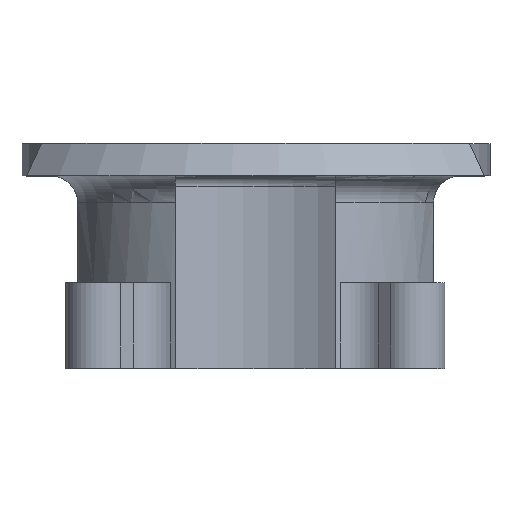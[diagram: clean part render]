
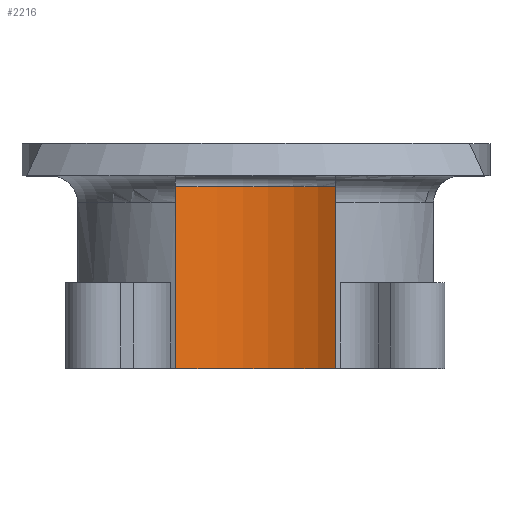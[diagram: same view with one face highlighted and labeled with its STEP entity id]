
A CAD part, top view. The second image highlights one B-rep face of the part: STEP entity #2216.
In plain terms, the highlighted cylindrical face has radius 14.1 mm (diameter 28.2 mm), a partial arc.
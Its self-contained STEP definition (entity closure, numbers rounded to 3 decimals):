
#67 = DIRECTION ( 'NONE',  ( -1., 0., 0. ) ) ;
#239 = ORIENTED_EDGE ( 'NONE', *, *, #409, .T. ) ;
#297 = DIRECTION ( 'NONE',  ( 0., 1., 0. ) ) ;
#409 = EDGE_CURVE ( 'NONE', #539, #2385, #1960, .T. ) ;
#495 = CARTESIAN_POINT ( 'NONE',  ( 13.521, -18., -4. ) ) ;
#521 = VECTOR ( 'NONE', #297, 1000. ) ;
#526 = LINE ( 'NONE', #1813, #848 ) ;
#539 = VERTEX_POINT ( 'NONE', #1742 ) ;
#586 = EDGE_CURVE ( 'NONE', #904, #539, #2395, .T. ) ;
#605 = DIRECTION ( 'NONE',  ( 1., 0., 0. ) ) ;
#669 = EDGE_LOOP ( 'NONE', ( #239, #2013, #2149, #794 ) ) ;
#783 = EDGE_CURVE ( 'NONE', #2385, #1470, #1803, .T. ) ;
#794 = ORIENTED_EDGE ( 'NONE', *, *, #586, .T. ) ;
#848 = VECTOR ( 'NONE', #997, 1000. ) ;
#881 = CYLINDRICAL_SURFACE ( 'NONE', #1172, 14.1 ) ;
#904 = VERTEX_POINT ( 'NONE', #1941 ) ;
#997 = DIRECTION ( 'NONE',  ( 0., 1., 0. ) ) ;
#1109 = CARTESIAN_POINT ( 'NONE',  ( 0., -18., 0. ) ) ;
#1120 = DIRECTION ( 'NONE',  ( 0., 1., 0. ) ) ;
#1126 = FACE_OUTER_BOUND ( 'NONE', #669, .T. ) ;
#1172 = AXIS2_PLACEMENT_3D ( 'NONE', #1109, #1761, #67 ) ;
#1216 = CARTESIAN_POINT ( 'NONE',  ( 13.521, -1., -4. ) ) ;
#1419 = CARTESIAN_POINT ( 'NONE',  ( 0., -18., 0. ) ) ;
#1470 = VERTEX_POINT ( 'NONE', #2573 ) ;
#1596 = AXIS2_PLACEMENT_3D ( 'NONE', #1419, #2277, #605 ) ;
#1742 = CARTESIAN_POINT ( 'NONE',  ( 13.521, -18., -4. ) ) ;
#1761 = DIRECTION ( 'NONE',  ( 0., 1., 0. ) ) ;
#1803 = CIRCLE ( 'NONE', #2470, 14.1 ) ;
#1813 = CARTESIAN_POINT ( 'NONE',  ( -13.521, -18., -4. ) ) ;
#1940 = DIRECTION ( 'NONE',  ( 1., 0., 0. ) ) ;
#1941 = CARTESIAN_POINT ( 'NONE',  ( -13.521, -18., -4. ) ) ;
#1960 = LINE ( 'NONE', #495, #521 ) ;
#2013 = ORIENTED_EDGE ( 'NONE', *, *, #783, .T. ) ;
#2134 = CARTESIAN_POINT ( 'NONE',  ( 0., -1., 0. ) ) ;
#2149 = ORIENTED_EDGE ( 'NONE', *, *, #2668, .F. ) ;
#2216 = ADVANCED_FACE ( 'NONE', ( #1126 ), #881, .F. ) ;
#2277 = DIRECTION ( 'NONE',  ( 0., -1., 0. ) ) ;
#2385 = VERTEX_POINT ( 'NONE', #1216 ) ;
#2395 = CIRCLE ( 'NONE', #1596, 14.1 ) ;
#2470 = AXIS2_PLACEMENT_3D ( 'NONE', #2134, #1120, #1940 ) ;
#2573 = CARTESIAN_POINT ( 'NONE',  ( -13.521, -1., -4. ) ) ;
#2668 = EDGE_CURVE ( 'NONE', #904, #1470, #526, .T. ) ;
